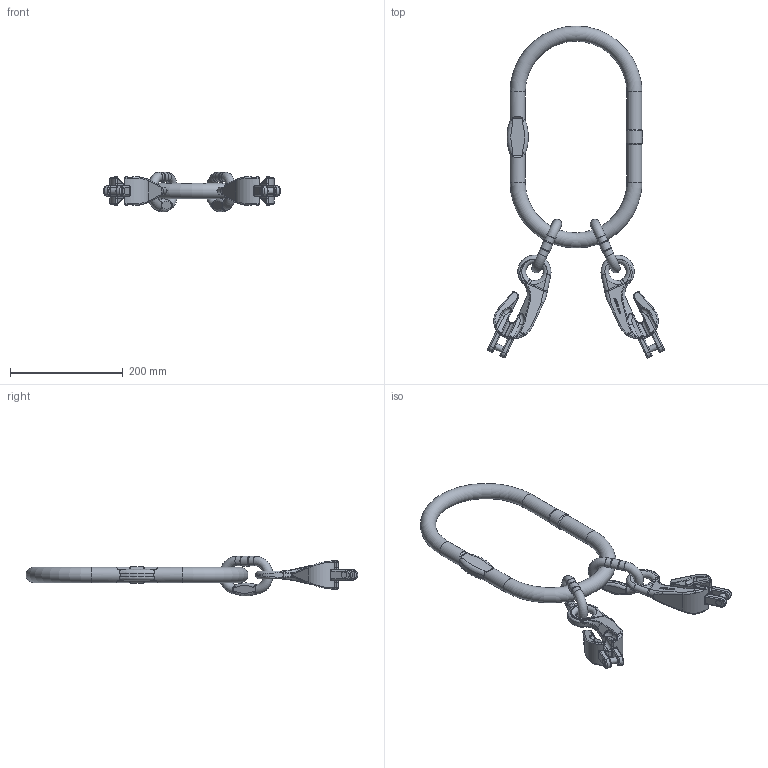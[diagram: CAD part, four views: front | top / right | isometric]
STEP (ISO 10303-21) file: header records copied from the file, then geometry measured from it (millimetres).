
FILE_DESCRIPTION(/* description */ (''),/* implementation_level */ '2;1');
FILE_NAME(/* name */ 'pewag_LXKW_2-10',/* time_stamp */ '2010-03-03T15:47:43+01:00',/* author */ (''),/* organization */ (''),/* preprocessor_version */ 'ST-DEVELOPER v9',/* originating_system */ 'UGS - NX 4.0',/* authorisation */ '');
FILE_SCHEMA (('AUTOMOTIVE_DESIGN { 1 0 10303 214 1 1 1 1 }'));
Length unit declared in the file: millimetre
Products named in the file (1): rit7E48ozdy
Bounding box: 313.46 x 589.11 x 70.92 mm (x, y, z)
Volume: 1011588.3 mm3; surface area: 173398.1 mm2
Topology: 7 solids, 7 shells, 1017 faces, 2545 edges, 1514 vertices
Faces by surface type: bspline 306, plane 268, cylinder 189, extrusion 140, torus 76, sphere 28, cone 10
Full cylindrical faces by diameter (mm): 11 x6, 16.5 x4, 17.738 x2, 27 x4, 29.025 x1
Entity records: 38151 total; most frequent: CARTESIAN_POINT 16898, ORIENTED_EDGE 4904, DIRECTION 3608, EDGE_CURVE 2452, VERTEX_POINT 1494, AXIS2_PLACEMENT_3D 1364, EDGE_LOOP 1080, B_SPLINE_CURVE_WITH_KNOTS 1048
